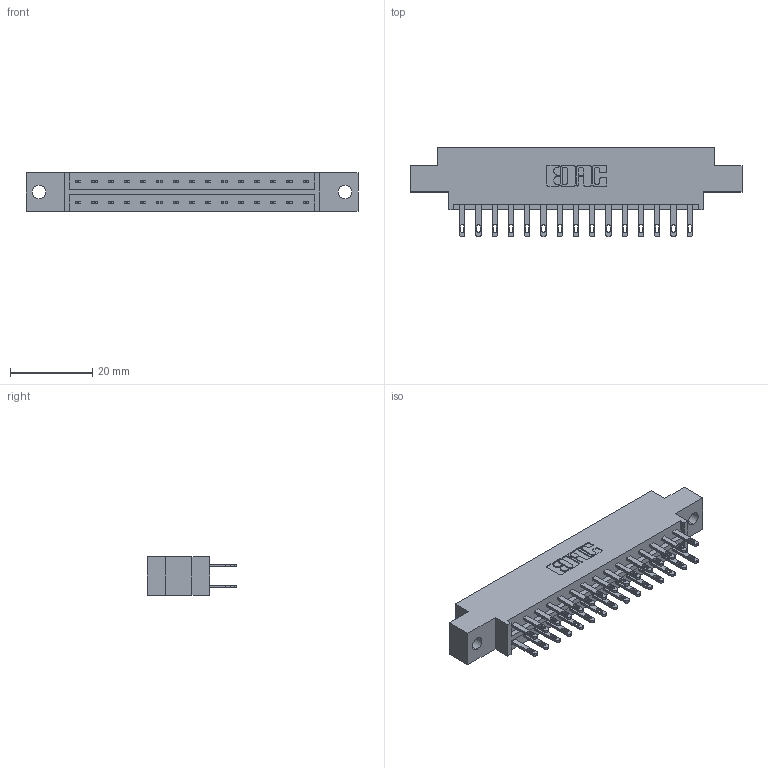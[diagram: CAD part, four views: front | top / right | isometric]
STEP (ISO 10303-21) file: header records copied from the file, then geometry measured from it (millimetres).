
FILE_DESCRIPTION (( 'STEP AP203' ), '1' );
FILE_NAME ('333-030-500-802.STEP', '2018-08-02T17:03:56', ( '' ), ( '' ), 'SwSTEP 2.0', 'SolidWorks 2016', '' );
FILE_SCHEMA (( 'CONFIG_CONTROL_DESIGN' ));
Length unit declared in the file: inch
Products named in the file (3): 333 Part_Offset - .128 Dia; 345-292-001_345-293-100; 333-030-500-802
Assembly tree (31 placements, depth 2):
  333-030-500-802
    333 Part_Offset - .128 Dia
    345-292-001_345-293-100  x30
Bounding box: 80.98 x 21.85 x 9.4 mm (x, y, z)
Volume: 7841.8 mm3; surface area: 9258.5 mm2
Topology: 31 solids, 31 shells, 1558 faces, 4733 edges, 3154 vertices
Faces by surface type: plane 974, cylinder 584
Entity records: 13207 total; most frequent: CARTESIAN_POINT 2222, ORIENTED_EDGE 2158, DIRECTION 1947, EDGE_CURVE 1079, LINE 947, VECTOR 947, VERTEX_POINT 718, AXIS2_PLACEMENT_3D 500
